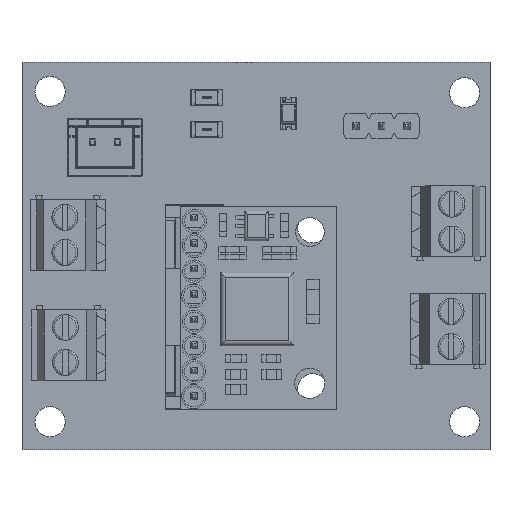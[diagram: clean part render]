
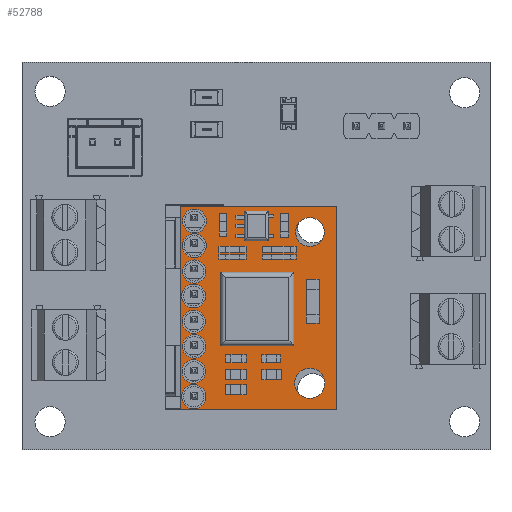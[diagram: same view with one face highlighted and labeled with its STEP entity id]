
A CAD part, top view. The second image highlights one B-rep face of the part: STEP entity #52788.
In plain terms, the highlighted face is planar.
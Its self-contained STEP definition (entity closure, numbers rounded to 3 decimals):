
#52339 = VERTEX_POINT('',#52340);
#52340 = CARTESIAN_POINT('',(-15.12,0.,-18.812));
#52356 = EDGE_CURVE('',#52339,#52339,#52357,.T.);
#52357 = CIRCLE('',#52358,0.98);
#52358 = AXIS2_PLACEMENT_3D('',#52359,#52360,#52361);
#52359 = CARTESIAN_POINT('',(-14.14,0.,-18.812));
#52360 = DIRECTION('',(0.,-1.,0.));
#52361 = DIRECTION('',(1.,0.,0.));
#52372 = VERTEX_POINT('',#52373);
#52373 = CARTESIAN_POINT('',(-15.145,0.,-8.794));
#52389 = EDGE_CURVE('',#52372,#52372,#52390,.T.);
#52390 = CIRCLE('',#52391,0.954);
#52391 = AXIS2_PLACEMENT_3D('',#52392,#52393,#52394);
#52392 = CARTESIAN_POINT('',(-14.191,0.,-8.794));
#52393 = DIRECTION('',(0.,-1.,0.));
#52394 = DIRECTION('',(1.,0.,0.));
#52405 = VERTEX_POINT('',#52406);
#52406 = CARTESIAN_POINT('',(-15.216,0.,-1.321));
#52422 = EDGE_CURVE('',#52405,#52405,#52423,.T.);
#52423 = CIRCLE('',#52424,1.01);
#52424 = AXIS2_PLACEMENT_3D('',#52425,#52426,#52427);
#52425 = CARTESIAN_POINT('',(-14.206,0.,-1.321));
#52426 = DIRECTION('',(0.,-1.,0.));
#52427 = DIRECTION('',(1.,0.,0.));
#52438 = VERTEX_POINT('',#52439);
#52439 = CARTESIAN_POINT('',(-15.212,0.,-11.345));
#52455 = EDGE_CURVE('',#52438,#52438,#52456,.T.);
#52456 = CIRCLE('',#52457,0.989);
#52457 = AXIS2_PLACEMENT_3D('',#52458,#52459,#52460);
#52458 = CARTESIAN_POINT('',(-14.222,0.,-11.345));
#52459 = DIRECTION('',(0.,-1.,0.));
#52460 = DIRECTION('',(1.,0.,0.));
#52471 = VERTEX_POINT('',#52472);
#52472 = CARTESIAN_POINT('',(-4.167,0.,-2.654));
#52488 = EDGE_CURVE('',#52471,#52471,#52489,.T.);
#52489 = CIRCLE('',#52490,1.508);
#52490 = AXIS2_PLACEMENT_3D('',#52491,#52492,#52493);
#52491 = CARTESIAN_POINT('',(-2.659,0.,-2.654));
#52492 = DIRECTION('',(0.,-1.,0.));
#52493 = DIRECTION('',(1.,0.,0.));
#52504 = VERTEX_POINT('',#52505);
#52505 = CARTESIAN_POINT('',(-15.143,0.,-16.352));
#52521 = EDGE_CURVE('',#52504,#52504,#52522,.T.);
#52522 = CIRCLE('',#52523,0.99);
#52523 = AXIS2_PLACEMENT_3D('',#52524,#52525,#52526);
#52524 = CARTESIAN_POINT('',(-14.152,0.,-16.352));
#52525 = DIRECTION('',(0.,-1.,0.));
#52526 = DIRECTION('',(1.,0.,0.));
#52537 = VERTEX_POINT('',#52538);
#52538 = CARTESIAN_POINT('',(-15.145,0.,-6.332));
#52554 = EDGE_CURVE('',#52537,#52537,#52555,.T.);
#52555 = CIRCLE('',#52556,0.978);
#52556 = AXIS2_PLACEMENT_3D('',#52557,#52558,#52559);
#52557 = CARTESIAN_POINT('',(-14.167,0.,-6.332));
#52558 = DIRECTION('',(0.,-1.,0.));
#52559 = DIRECTION('',(1.,0.,0.));
#52570 = VERTEX_POINT('',#52571);
#52571 = CARTESIAN_POINT('',(-15.17,0.,-3.824));
#52587 = EDGE_CURVE('',#52570,#52570,#52588,.T.);
#52588 = CIRCLE('',#52589,0.974);
#52589 = AXIS2_PLACEMENT_3D('',#52590,#52591,#52592);
#52590 = CARTESIAN_POINT('',(-14.196,0.,-3.824));
#52591 = DIRECTION('',(0.,-1.,0.));
#52592 = DIRECTION('',(1.,0.,0.));
#52603 = VERTEX_POINT('',#52604);
#52604 = CARTESIAN_POINT('',(-15.121,0.,-13.781));
#52620 = EDGE_CURVE('',#52603,#52603,#52621,.T.);
#52621 = CIRCLE('',#52622,0.956);
#52622 = AXIS2_PLACEMENT_3D('',#52623,#52624,#52625);
#52623 = CARTESIAN_POINT('',(-14.165,0.,-13.781));
#52624 = DIRECTION('',(0.,-1.,0.));
#52625 = DIRECTION('',(1.,0.,0.));
#52636 = VERTEX_POINT('',#52637);
#52637 = CARTESIAN_POINT('',(-4.069,0.,-17.715));
#52653 = EDGE_CURVE('',#52636,#52636,#52654,.T.);
#52654 = CIRCLE('',#52655,1.432);
#52655 = AXIS2_PLACEMENT_3D('',#52656,#52657,#52658);
#52656 = CARTESIAN_POINT('',(-2.636,0.,-17.715));
#52657 = DIRECTION('',(0.,-1.,0.));
#52658 = DIRECTION('',(1.,0.,0.));
#52668 = EDGE_CURVE('',#52669,#52671,#52673,.T.);
#52669 = VERTEX_POINT('',#52670);
#52670 = CARTESIAN_POINT('',(-15.56,0.,0.));
#52671 = VERTEX_POINT('',#52672);
#52672 = CARTESIAN_POINT('',(-15.56,0.,-20.262));
#52673 = LINE('',#52674,#52675);
#52674 = CARTESIAN_POINT('',(-15.56,0.,0.));
#52675 = VECTOR('',#52676,1.);
#52676 = DIRECTION('',(0.,0.,-1.));
#52708 = EDGE_CURVE('',#52709,#52669,#52711,.T.);
#52709 = VERTEX_POINT('',#52710);
#52710 = CARTESIAN_POINT('',(0.,0.,0.));
#52711 = LINE('',#52712,#52713);
#52712 = CARTESIAN_POINT('',(0.,0.,0.));
#52713 = VECTOR('',#52714,1.);
#52714 = DIRECTION('',(-1.,0.,0.));
#52739 = EDGE_CURVE('',#52740,#52709,#52742,.T.);
#52740 = VERTEX_POINT('',#52741);
#52741 = CARTESIAN_POINT('',(0.,0.,-20.262));
#52742 = LINE('',#52743,#52744);
#52743 = CARTESIAN_POINT('',(0.,0.,-20.262));
#52744 = VECTOR('',#52745,1.);
#52745 = DIRECTION('',(0.,0.,1.));
#52770 = EDGE_CURVE('',#52671,#52740,#52771,.T.);
#52771 = LINE('',#52772,#52773);
#52772 = CARTESIAN_POINT('',(-15.56,0.,-20.262));
#52773 = VECTOR('',#52774,1.);
#52774 = DIRECTION('',(1.,0.,0.));
#52788 = ADVANCED_FACE('',(#52789,#52795,#52798,#52801,#52804,#52807,
    #52810,#52813,#52816,#52819,#52822),#52825,.T.);
#52789 = FACE_BOUND('',#52790,.T.);
#52790 = EDGE_LOOP('',(#52791,#52792,#52793,#52794));
#52791 = ORIENTED_EDGE('',*,*,#52770,.F.);
#52792 = ORIENTED_EDGE('',*,*,#52668,.F.);
#52793 = ORIENTED_EDGE('',*,*,#52708,.F.);
#52794 = ORIENTED_EDGE('',*,*,#52739,.F.);
#52795 = FACE_BOUND('',#52796,.T.);
#52796 = EDGE_LOOP('',(#52797));
#52797 = ORIENTED_EDGE('',*,*,#52356,.T.);
#52798 = FACE_BOUND('',#52799,.T.);
#52799 = EDGE_LOOP('',(#52800));
#52800 = ORIENTED_EDGE('',*,*,#52389,.T.);
#52801 = FACE_BOUND('',#52802,.T.);
#52802 = EDGE_LOOP('',(#52803));
#52803 = ORIENTED_EDGE('',*,*,#52422,.T.);
#52804 = FACE_BOUND('',#52805,.T.);
#52805 = EDGE_LOOP('',(#52806));
#52806 = ORIENTED_EDGE('',*,*,#52455,.T.);
#52807 = FACE_BOUND('',#52808,.T.);
#52808 = EDGE_LOOP('',(#52809));
#52809 = ORIENTED_EDGE('',*,*,#52488,.T.);
#52810 = FACE_BOUND('',#52811,.T.);
#52811 = EDGE_LOOP('',(#52812));
#52812 = ORIENTED_EDGE('',*,*,#52521,.T.);
#52813 = FACE_BOUND('',#52814,.T.);
#52814 = EDGE_LOOP('',(#52815));
#52815 = ORIENTED_EDGE('',*,*,#52554,.T.);
#52816 = FACE_BOUND('',#52817,.T.);
#52817 = EDGE_LOOP('',(#52818));
#52818 = ORIENTED_EDGE('',*,*,#52587,.T.);
#52819 = FACE_BOUND('',#52820,.T.);
#52820 = EDGE_LOOP('',(#52821));
#52821 = ORIENTED_EDGE('',*,*,#52620,.T.);
#52822 = FACE_BOUND('',#52823,.T.);
#52823 = EDGE_LOOP('',(#52824));
#52824 = ORIENTED_EDGE('',*,*,#52653,.T.);
#52825 = PLANE('',#52826);
#52826 = AXIS2_PLACEMENT_3D('',#52827,#52828,#52829);
#52827 = CARTESIAN_POINT('',(-7.78,0.,-10.131));
#52828 = DIRECTION('',(0.,1.,0.));
#52829 = DIRECTION('',(1.,0.,0.));
